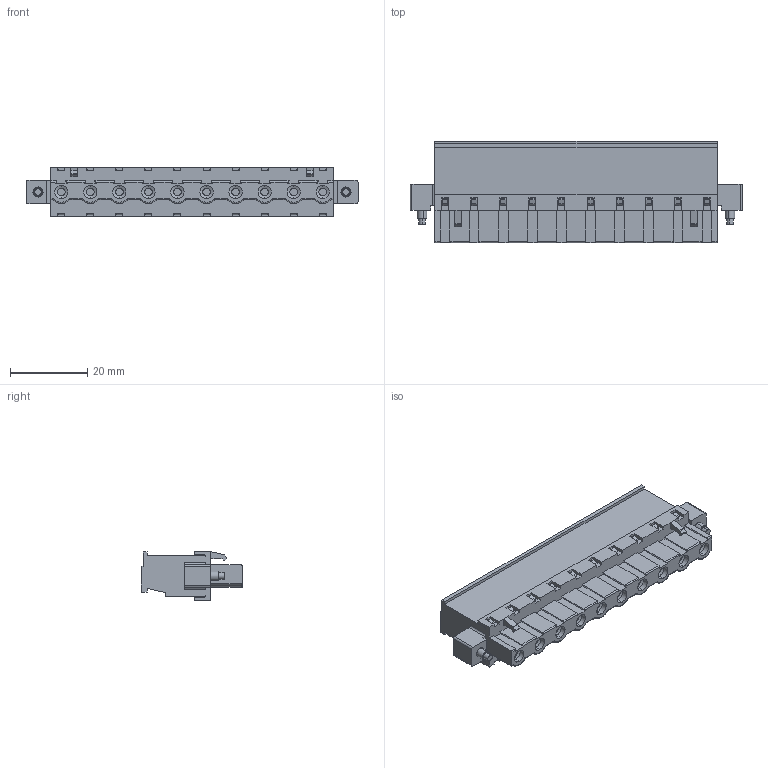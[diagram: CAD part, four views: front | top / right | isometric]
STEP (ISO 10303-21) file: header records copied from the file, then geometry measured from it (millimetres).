
FILE_DESCRIPTION( ('This file contains a STEP AP42 implementation' ,'as created by ZW3D STEP Interface translator.') ,'2;1' );
FILE_NAME( 'PF750-A10ASMW1.stp' ,'231128.155332', (''), ('ZWCAD Software Co.'), 'Version 1.0', 'ZW3D to STEP translator', '' );
FILE_SCHEMA(('AUTOMOTIVE_DESIGN { 1 0 10303 214 1 1 1 1 }'));
Length unit declared in the file: millimetre
Products named in the file (6): 0; PF750-A10ASMW1; ____2-1979; ____3-18475; ____2-9001; ____3-20403
Assembly tree (24 placements, depth 2):
  0
  PF750-A10ASMW1
    ____2-1979  x10
    ____3-18475  x10
    ____2-9001  x2
    ____3-20403  x2
Bounding box: 85.7 x 26.1 x 12.6 mm (x, y, z)
Volume: 9450.5 mm3; surface area: 21768.5 mm2
Topology: 25 solids, 44 shells, 1824 faces, 4848 edges, 3148 vertices
Faces by surface type: plane 1350, cylinder 294, cone 100, torus 60, bspline 20
Full cylindrical faces by diameter (mm): 0.562 x1, 1.2 x1
Entity records: 52572 total; most frequent: CARTESIAN_POINT 10016, ORIENTED_EDGE 8678, DIRECTION 7964, EDGE_CURVE 4349, VECTOR 3820, LINE 3820, VERTEX_POINT 2816, AXIS2_PLACEMENT_3D 2072
